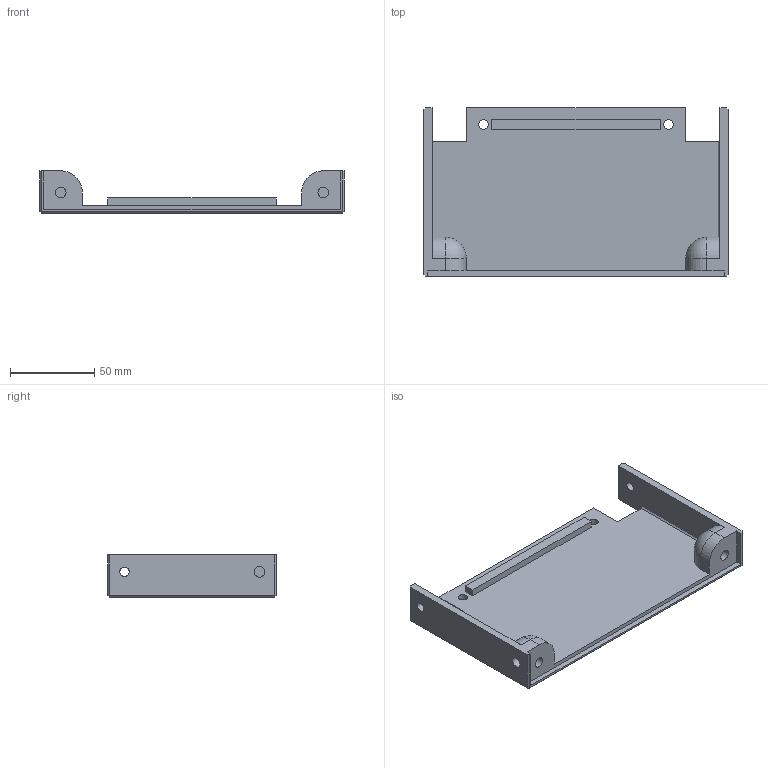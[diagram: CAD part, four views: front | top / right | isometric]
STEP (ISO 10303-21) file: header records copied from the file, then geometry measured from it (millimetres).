
FILE_DESCRIPTION(('FreeCAD Model'),'2;1');
FILE_NAME('Open CASCADE Shape Model','2025-06-05T22:40:37',('FreeCAD'),( 'FreeCAD'),'Open CASCADE STEP processor 7.7','FreeCAD','Unknown');
FILE_SCHEMA(('AUTOMOTIVE_DESIGN { 1 0 10303 214 1 1 1 1 }'));
Length unit declared in the file: millimetre
Products named in the file (1): Open CASCADE STEP translator 7.7 33
Bounding box: 180 x 100 x 25 mm (x, y, z)
Volume: 112878.6 mm3; surface area: 47993.8 mm2
Topology: 1 solids, 1 shells, 69 faces, 165 edges, 100 vertices
Faces by surface type: plane 54, cylinder 13, sphere 2
Full cylindrical faces by diameter (mm): 5.5 x4, 6.3 x3
Entity records: 1961 total; most frequent: CARTESIAN_POINT 333, DIRECTION 329, ORIENTED_EDGE 326, EDGE_CURVE 163, LINE 137, VECTOR 137, VERTEX_POINT 100, AXIS2_PLACEMENT_3D 96
